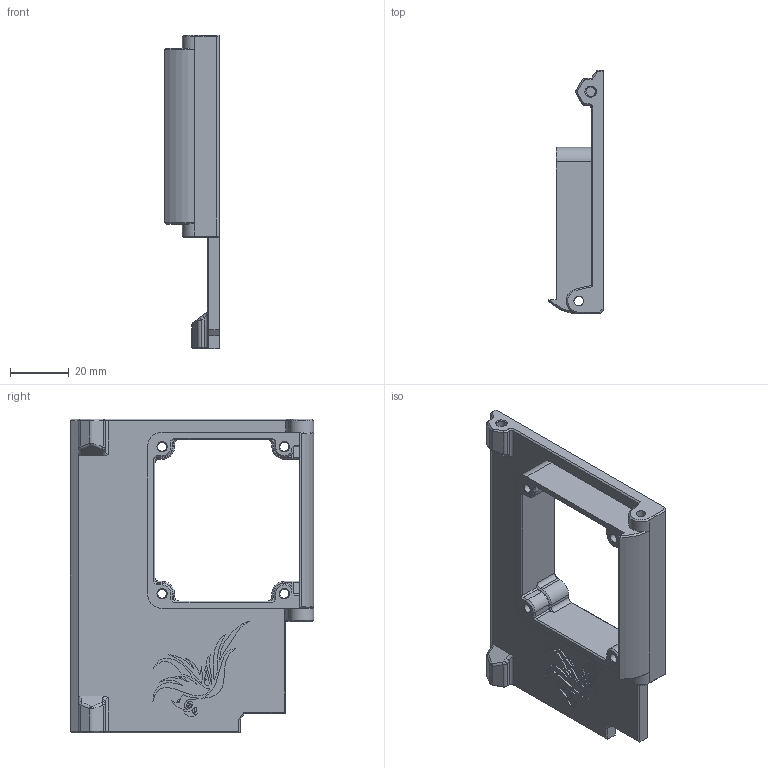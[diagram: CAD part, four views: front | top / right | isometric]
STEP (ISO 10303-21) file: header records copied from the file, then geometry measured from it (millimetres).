
FILE_DESCRIPTION(/* description */ (''),/* implementation_level */ '2;1');
FILE_NAME(/* name */ 'lrs350_24v_door.step',/* time_stamp */ '2020-10-05T14:39:36+07:00',/* author */ (''),/* organization */ (''),/* preprocessor_version */ 'ST-DEVELOPER v18.1',/* originating_system */ 'Autodesk Translation Framework v9.3.0.1241',/* authorisation */ '');
FILE_SCHEMA (('AUTOMOTIVE_DESIGN { 1 0 10303 214 3 1 1 }'));
Length unit declared in the file: millimetre
Products named in the file (1): Power_Box_Door
Bounding box: 18.45 x 82.72 x 106.7 mm (x, y, z)
Volume: 31220.3 mm3; surface area: 20951.9 mm2
Topology: 1 solids, 1 shells, 460 faces, 1135 edges, 693 vertices
Faces by surface type: plane 308, cylinder 65, cone 44, bspline 43
Full cylindrical faces by diameter (mm): 3 x4
Entity records: 14816 total; most frequent: CARTESIAN_POINT 4061, ORIENTED_EDGE 2270, DIRECTION 2060, EDGE_CURVE 1135, LINE 854, VECTOR 854, VERTEX_POINT 693, AXIS2_PLACEMENT_3D 603
